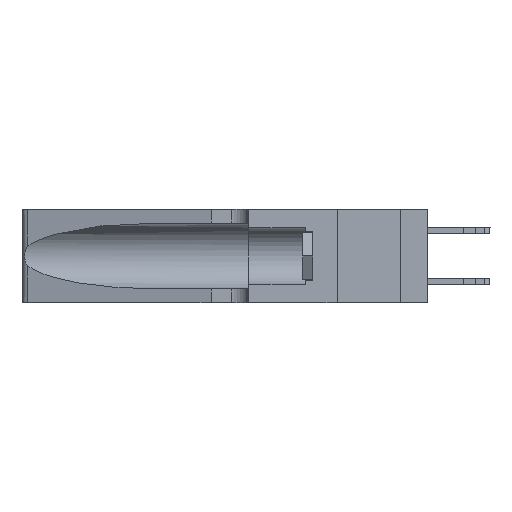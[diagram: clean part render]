
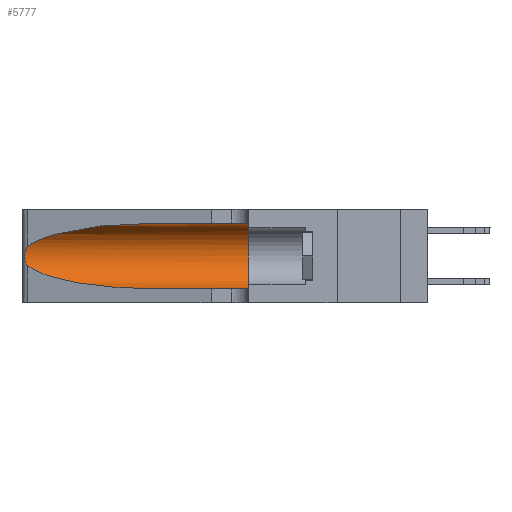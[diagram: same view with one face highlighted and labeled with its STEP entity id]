
A CAD part, left-side view. The second image highlights one B-rep face of the part: STEP entity #5777.
In plain terms, the highlighted cylindrical face has radius 3.308 mm (diameter 6.617 mm), a partial arc.
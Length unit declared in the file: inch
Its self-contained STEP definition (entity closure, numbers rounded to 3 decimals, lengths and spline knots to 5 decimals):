
#125 = CARTESIAN_POINT ( 'NONE',  ( 0.26075, 1.23896, 0.19203 ) ) ;
#186 = CARTESIAN_POINT ( 'NONE',  ( 0.25639, 1.23186, 0.15144 ) ) ;
#416 = CARTESIAN_POINT ( 'NONE',  ( 0.1305, 0.35, 0.31525 ) ) ;
#1037 = EDGE_CURVE ( 'NONE', #1292, #17403, #10960, .T. ) ;
#1179 = LINE ( 'NONE', #3430, #2381 ) ;
#1292 = VERTEX_POINT ( 'NONE', #19616 ) ;
#1418 = CARTESIAN_POINT ( 'NONE',  ( 0.25487, 1.22718, 0.22369 ) ) ;
#1587 = CARTESIAN_POINT ( 'NONE',  ( 0.18966, 0.96281, 0.05475 ) ) ;
#1711 = CARTESIAN_POINT ( 'NONE',  ( 0.26018, 1.23835, 0.19895 ) ) ;
#1777 = CARTESIAN_POINT ( 'NONE',  ( 0.25487, 1.22718, 0.14631 ) ) ;
#2381 = VECTOR ( 'NONE', #9750, 39.37008 ) ;
#3030 = B_SPLINE_CURVE_WITH_KNOTS ( 'NONE', 3,
 ( #13822, #4486, #18950, #4933, #15924, #1711, #125, #11255, #15985, #14269, #9600, #186, #6636, #1777 ),
 .UNSPECIFIED., .F., .F.,
 ( 4, 2, 2, 2, 2, 2, 4 ),
 ( 0., 0.00027, 0.00053, 0.00107, 0.0016, 0.00187, 0.00214 ),
 .UNSPECIFIED. ) ;
#3430 = CARTESIAN_POINT ( 'NONE',  ( 0.1305, 1.61858, 0.05475 ) ) ;
#4003 = ORIENTED_EDGE ( 'NONE', *, *, #5961, .T. ) ;
#4026 = CARTESIAN_POINT ( 'NONE',  ( 0.18966, 0.96281, 0.31525 ) ) ;
#4362 = VERTEX_POINT ( 'NONE', #1418 ) ;
#4486 = CARTESIAN_POINT ( 'NONE',  ( 0.25555, 1.22994, 0.2215 ) ) ;
#4533 = DIRECTION ( 'NONE',  ( 0., -1., 0. ) ) ;
#4635 = ORIENTED_EDGE ( 'NONE', *, *, #18678, .F. ) ;
#4925 = EDGE_CURVE ( 'NONE', #4362, #16472, #3030, .T. ) ;
#4933 = CARTESIAN_POINT ( 'NONE',  ( 0.25787, 1.23484, 0.2124 ) ) ;
#5239 = DIRECTION ( 'NONE',  ( 0., -1., 0. ) ) ;
#5777 = ADVANCED_FACE ( 'NONE', ( #12263 ), #10601, .F. ) ;
#5961 = EDGE_CURVE ( 'NONE', #1292, #4362, #19953, .T. ) ;
#6265 = CARTESIAN_POINT ( 'NONE',  ( 0.25487, 1.22718, 0.14631 ) ) ;
#6373 = ORIENTED_EDGE ( 'NONE', *, *, #9163, .T. ) ;
#6522 = CARTESIAN_POINT ( 'NONE',  ( 0.1305, 0.35, 0.185 ) ) ;
#6636 = CARTESIAN_POINT ( 'NONE',  ( 0.25555, 1.22993, 0.14849 ) ) ;
#6805 = VECTOR ( 'NONE', #4533, 39.37008 ) ;
#7215 = ORIENTED_EDGE ( 'NONE', *, *, #18044, .T. ) ;
#8096 = DIRECTION ( 'NONE',  ( 0., 0., 1. ) ) ;
#8693 = CARTESIAN_POINT ( 'NONE',  ( 0.1305, 0.72297, 0.31525 ) ) ;
#8752 = ORIENTED_EDGE ( 'NONE', *, *, #4925, .T. ) ;
#9163 = EDGE_CURVE ( 'NONE', #18711, #18201, #1179, .T. ) ;
#9600 = CARTESIAN_POINT ( 'NONE',  ( 0.25789, 1.23486, 0.15765 ) ) ;
#9750 = DIRECTION ( 'NONE',  ( 0., -1., 0. ) ) ;
#10601 = CYLINDRICAL_SURFACE ( 'NONE', #11683, 0.13025 ) ;
#10895 = EDGE_LOOP ( 'NONE', ( #4003, #8752, #7215, #6373, #4635, #11098 ) ) ;
#10960 = LINE ( 'NONE', #18560, #6805 ) ;
#11071 = CARTESIAN_POINT ( 'NONE',  ( 0.1305, 0.72297, 0.05475 ) ) ;
#11098 = ORIENTED_EDGE ( 'NONE', *, *, #1037, .F. ) ;
#11255 = CARTESIAN_POINT ( 'NONE',  ( 0.26075, 1.23896, 0.178 ) ) ;
#11652 = CARTESIAN_POINT ( 'NONE',  ( 0.25487, 1.22718, 0.22369 ) ) ;
#11683 = AXIS2_PLACEMENT_3D ( 'NONE', #19313, #5239, #16091 ) ;
#11863 = CARTESIAN_POINT ( 'NONE',  ( 0.2373, 1.15595, 0.28018 ) ) ;
#12054 =( BOUNDED_CURVE ( )  B_SPLINE_CURVE ( 3, ( #6265, #17190, #1587, #11071 ),
 .UNSPECIFIED., .F., .F. ) 
 B_SPLINE_CURVE_WITH_KNOTS ( ( 4, 4 ),
 ( 3.44316, 4.71239 ),
 .UNSPECIFIED. ) 
 CURVE ( )  GEOMETRIC_REPRESENTATION_ITEM ( )  RATIONAL_B_SPLINE_CURVE ( ( 1., 0.87, 0.87, 1. ) ) 
 REPRESENTATION_ITEM ( '' )  );
#12263 = FACE_OUTER_BOUND ( 'NONE', #10895, .T. ) ;
#13074 = CIRCLE ( 'NONE', #16491, 0.13025 ) ;
#13822 = CARTESIAN_POINT ( 'NONE',  ( 0.25487, 1.22718, 0.22369 ) ) ;
#14269 = CARTESIAN_POINT ( 'NONE',  ( 0.25856, 1.23593, 0.16098 ) ) ;
#14816 = CARTESIAN_POINT ( 'NONE',  ( 0.1305, 0.35, 0.05475 ) ) ;
#15924 = CARTESIAN_POINT ( 'NONE',  ( 0.25854, 1.2359, 0.20912 ) ) ;
#15985 = CARTESIAN_POINT ( 'NONE',  ( 0.26017, 1.23833, 0.17102 ) ) ;
#16091 = DIRECTION ( 'NONE',  ( 0., 0., -1. ) ) ;
#16472 = VERTEX_POINT ( 'NONE', #19754 ) ;
#16491 = AXIS2_PLACEMENT_3D ( 'NONE', #6522, #17460, #8096 ) ;
#17190 = CARTESIAN_POINT ( 'NONE',  ( 0.2373, 1.15595, 0.08982 ) ) ;
#17403 = VERTEX_POINT ( 'NONE', #416 ) ;
#17460 = DIRECTION ( 'NONE',  ( 0., 1., 0. ) ) ;
#18044 = EDGE_CURVE ( 'NONE', #16472, #18711, #12054, .T. ) ;
#18201 = VERTEX_POINT ( 'NONE', #14816 ) ;
#18560 = CARTESIAN_POINT ( 'NONE',  ( 0.1305, 1.61858, 0.31525 ) ) ;
#18678 = EDGE_CURVE ( 'NONE', #17403, #18201, #13074, .T. ) ;
#18711 = VERTEX_POINT ( 'NONE', #19169 ) ;
#18950 = CARTESIAN_POINT ( 'NONE',  ( 0.25639, 1.23184, 0.21858 ) ) ;
#19169 = CARTESIAN_POINT ( 'NONE',  ( 0.1305, 0.72297, 0.05475 ) ) ;
#19313 = CARTESIAN_POINT ( 'NONE',  ( 0.1305, 1.61858, 0.185 ) ) ;
#19616 = CARTESIAN_POINT ( 'NONE',  ( 0.1305, 0.72297, 0.31525 ) ) ;
#19754 = CARTESIAN_POINT ( 'NONE',  ( 0.25487, 1.22718, 0.14631 ) ) ;
#19953 =( BOUNDED_CURVE ( )  B_SPLINE_CURVE ( 3, ( #8693, #4026, #11863, #11652 ),
 .UNSPECIFIED., .F., .T. ) 
 B_SPLINE_CURVE_WITH_KNOTS ( ( 4, 4 ),
 ( 1.5708, 2.84003 ),
 .UNSPECIFIED. ) 
 CURVE ( )  GEOMETRIC_REPRESENTATION_ITEM ( )  RATIONAL_B_SPLINE_CURVE ( ( 1., 0.87, 0.87, 1. ) ) 
 REPRESENTATION_ITEM ( '' )  );
